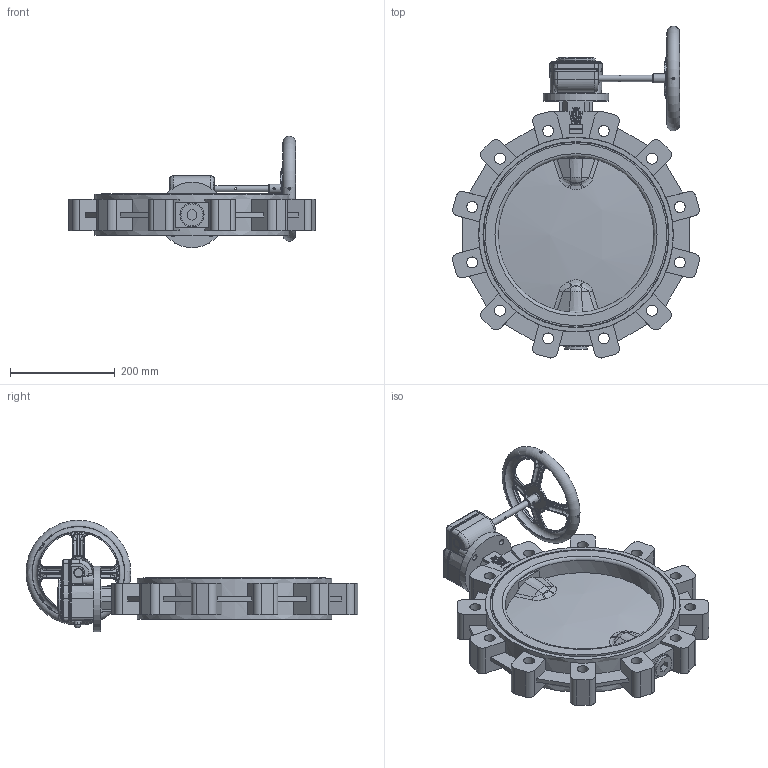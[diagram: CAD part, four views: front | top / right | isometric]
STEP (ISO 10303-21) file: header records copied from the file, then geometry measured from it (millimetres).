
FILE_DESCRIPTION(/* description */ ('STEP AP203'),/* implementation_level */ '2;1');
FILE_NAME(/* name */ '2316bv300_stp_1.step',/* time_stamp */ '2025-10-24T08:29:38+02:00',/* author */ (''),/* organization */ (''),/* preprocessor_version */ 'ST-DEVELOPER v20.1',/* originating_system */ 'Autodesk Translation Framework v14.17.0.0',/* authorisation */ '');
FILE_SCHEMA (('AUTOMOTIVE_DESIGN { 1 0 10303 214 3 1 1 }'));
Products named in the file (3): EVTLS-i DN300 PN16 F10-L22; 1; PS200-12 Bush
Assembly tree (2 placements, depth 3):
  EVTLS-i DN300 PN16 F10-L22
    1
      PS200-12 Bush
Bounding box: 470.39 x 633.16 x 212.52 mm (x, y, z)
Volume: 7053667.9 mm3; surface area: 860572.9 mm2
Topology: 3 solids, 13 shells, 3026 faces, 8065 edges, 5089 vertices
Faces by surface type: plane 1233, cylinder 674, bspline 643, torus 237, cone 204, sphere 35
Full cylindrical faces by diameter (mm): 3.3 x2, 4 x4, 4.1 x4, 4.5 x2, 4.917 x4, 5 x4, 6 x4, 6.5 x4, 6.647 x4, 7.5 x4, 7.6 x2, 8 x2, 8.376 x4, 10 x1, 11 x4, 12 x4, 13 x6, 14 x2, 16 x1, 17 x1, 18 x2, 21 x12, 28 x1, 42 x1, 46 x1, 57.1 x2, 59 x2, 60 x2, 64 x1, 70 x1
Entity records: 197098 total; most frequent: CARTESIAN_POINT 124851, ORIENTED_EDGE 15940, DIRECTION 13904, EDGE_CURVE 7970, AXIS2_PLACEMENT_3D 5215, VERTEX_POINT 5089, LINE 3474, VECTOR 3474
